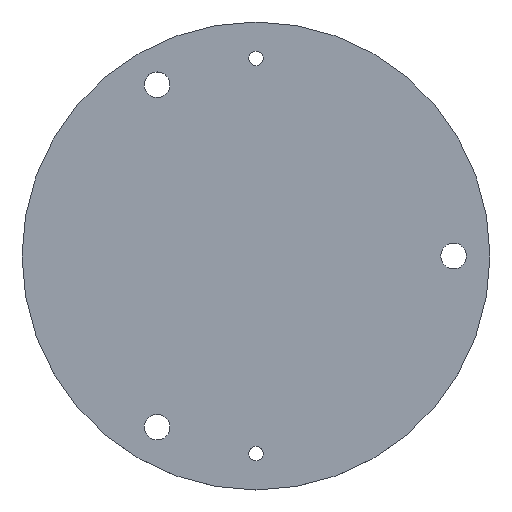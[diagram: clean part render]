
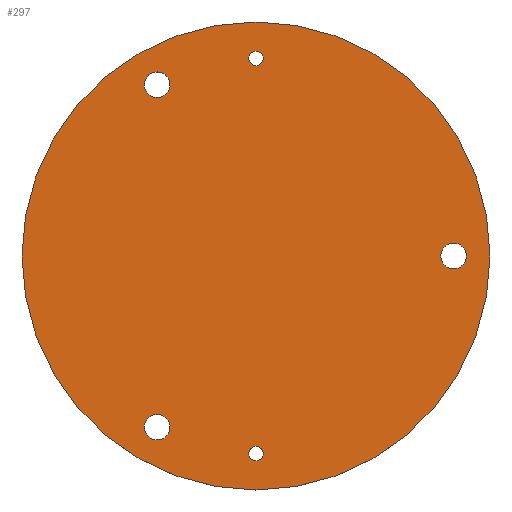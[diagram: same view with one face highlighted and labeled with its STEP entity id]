
A CAD part, top view. The second image highlights one B-rep face of the part: STEP entity #297.
In plain terms, the highlighted planar face has unit normal (0, 0, 1).
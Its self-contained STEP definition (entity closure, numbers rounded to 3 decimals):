
#4 = DIRECTION ( 'NONE',  ( 0., 0., 1. ) ) ;
#10 = PLANE ( 'NONE',  #277 ) ;
#16 = ORIENTED_EDGE ( 'NONE', *, *, #240, .F. ) ;
#19 = FACE_BOUND ( 'NONE', #228, .T. ) ;
#21 = ORIENTED_EDGE ( 'NONE', *, *, #56, .F. ) ;
#23 = AXIS2_PLACEMENT_3D ( 'NONE', #138, #207, #50 ) ;
#25 = CARTESIAN_POINT ( 'NONE',  ( -46.25, -80.107, 3. ) ) ;
#30 = EDGE_CURVE ( 'NONE', #167, #167, #217, .T. ) ;
#33 = AXIS2_PLACEMENT_3D ( 'NONE', #171, #188, #269 ) ;
#36 = CIRCLE ( 'NONE', #216, 3.4 ) ;
#38 = CARTESIAN_POINT ( 'NONE',  ( -52.25, -80.107, 3. ) ) ;
#40 = DIRECTION ( 'NONE',  ( 0., 0., 1. ) ) ;
#42 = FACE_BOUND ( 'NONE', #214, .T. ) ;
#44 = DIRECTION ( 'NONE',  ( 1., 0., 0. ) ) ;
#50 = DIRECTION ( 'NONE',  ( 1., 0., 0. ) ) ;
#51 = CARTESIAN_POINT ( 'NONE',  ( 0., 0., 3. ) ) ;
#56 = EDGE_CURVE ( 'NONE', #270, #270, #95, .T. ) ;
#59 = DIRECTION ( 'NONE',  ( 0., 0., 1. ) ) ;
#61 = FACE_BOUND ( 'NONE', #248, .T. ) ;
#63 = AXIS2_PLACEMENT_3D ( 'NONE', #202, #40, #200 ) ;
#67 = AXIS2_PLACEMENT_3D ( 'NONE', #130, #59, #44 ) ;
#77 = CARTESIAN_POINT ( 'NONE',  ( 98.5, 0., 3. ) ) ;
#88 = AXIS2_PLACEMENT_3D ( 'NONE', #25, #250, #153 ) ;
#89 = CARTESIAN_POINT ( 'NONE',  ( -40.25, 80.107, 3. ) ) ;
#95 = CIRCLE ( 'NONE', #33, 6. ) ;
#96 = ORIENTED_EDGE ( 'NONE', *, *, #30, .F. ) ;
#97 = VERTEX_POINT ( 'NONE', #266 ) ;
#100 = FACE_OUTER_BOUND ( 'NONE', #146, .T. ) ;
#109 = EDGE_CURVE ( 'NONE', #143, #143, #206, .T. ) ;
#125 = DIRECTION ( 'NONE',  ( 0., 0., -1. ) ) ;
#129 = ORIENTED_EDGE ( 'NONE', *, *, #109, .T. ) ;
#130 = CARTESIAN_POINT ( 'NONE',  ( 92.5, 0., 3. ) ) ;
#135 = CIRCLE ( 'NONE', #88, 6. ) ;
#137 = VERTEX_POINT ( 'NONE', #77 ) ;
#138 = CARTESIAN_POINT ( 'NONE',  ( 0., 0., 3. ) ) ;
#143 = VERTEX_POINT ( 'NONE', #160 ) ;
#146 = EDGE_LOOP ( 'NONE', ( #129 ) ) ;
#153 = DIRECTION ( 'NONE',  ( -1., 0., 0. ) ) ;
#160 = CARTESIAN_POINT ( 'NONE',  ( 109.5, 0., 3. ) ) ;
#162 = FACE_BOUND ( 'NONE', #292, .T. ) ;
#163 = DIRECTION ( 'NONE',  ( -1., 0., 0. ) ) ;
#167 = VERTEX_POINT ( 'NONE', #184 ) ;
#171 = CARTESIAN_POINT ( 'NONE',  ( -46.25, 80.107, 3. ) ) ;
#179 = ORIENTED_EDGE ( 'NONE', *, *, #295, .F. ) ;
#184 = CARTESIAN_POINT ( 'NONE',  ( 3.4, 92.5, 3. ) ) ;
#186 = ORIENTED_EDGE ( 'NONE', *, *, #193, .F. ) ;
#188 = DIRECTION ( 'NONE',  ( 0., 0., 1. ) ) ;
#193 = EDGE_CURVE ( 'NONE', #137, #137, #223, .T. ) ;
#200 = DIRECTION ( 'NONE',  ( 1., 0., 0. ) ) ;
#202 = CARTESIAN_POINT ( 'NONE',  ( 0., 92.5, 3. ) ) ;
#205 = EDGE_LOOP ( 'NONE', ( #179 ) ) ;
#206 = CIRCLE ( 'NONE', #23, 109.5 ) ;
#207 = DIRECTION ( 'NONE',  ( 0., 0., 1. ) ) ;
#214 = EDGE_LOOP ( 'NONE', ( #96 ) ) ;
#216 = AXIS2_PLACEMENT_3D ( 'NONE', #278, #4, #268 ) ;
#217 = CIRCLE ( 'NONE', #63, 3.4 ) ;
#223 = CIRCLE ( 'NONE', #67, 6. ) ;
#228 = EDGE_LOOP ( 'NONE', ( #186 ) ) ;
#240 = EDGE_CURVE ( 'NONE', #97, #97, #36, .T. ) ;
#248 = EDGE_LOOP ( 'NONE', ( #21 ) ) ;
#250 = DIRECTION ( 'NONE',  ( 0., 0., 1. ) ) ;
#258 = FACE_BOUND ( 'NONE', #205, .T. ) ;
#266 = CARTESIAN_POINT ( 'NONE',  ( 3.4, -92.5, 3. ) ) ;
#268 = DIRECTION ( 'NONE',  ( 1., 0., 0. ) ) ;
#269 = DIRECTION ( 'NONE',  ( 1., 0., 0. ) ) ;
#270 = VERTEX_POINT ( 'NONE', #89 ) ;
#277 = AXIS2_PLACEMENT_3D ( 'NONE', #51, #125, #163 ) ;
#278 = CARTESIAN_POINT ( 'NONE',  ( 0., -92.5, 3. ) ) ;
#292 = EDGE_LOOP ( 'NONE', ( #16 ) ) ;
#293 = VERTEX_POINT ( 'NONE', #38 ) ;
#295 = EDGE_CURVE ( 'NONE', #293, #293, #135, .T. ) ;
#297 = ADVANCED_FACE ( 'NONE', ( #42, #162, #258, #19, #61, #100 ), #10, .F. ) ;
